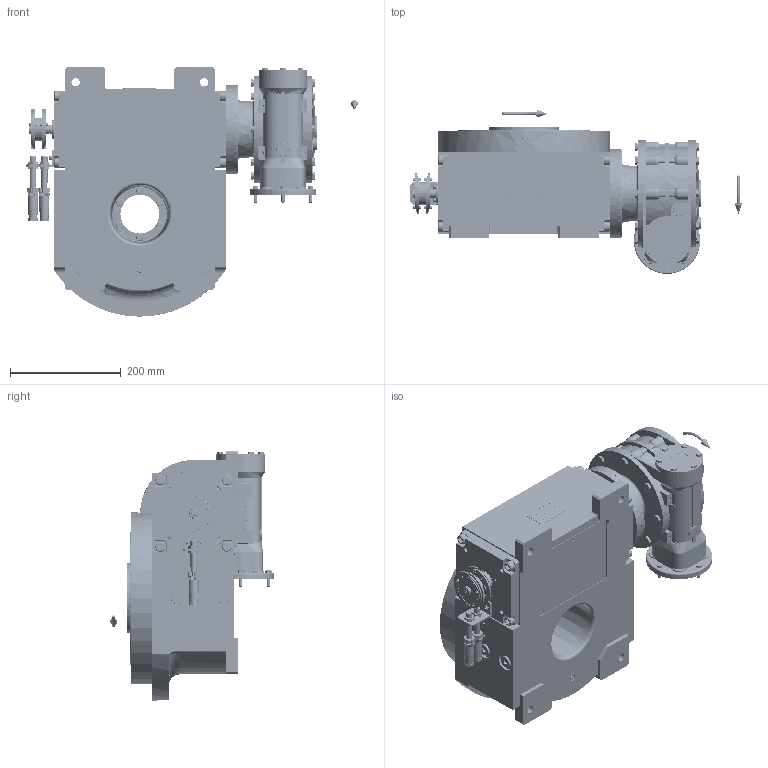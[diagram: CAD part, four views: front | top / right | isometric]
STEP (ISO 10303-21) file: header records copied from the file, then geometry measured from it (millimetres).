
FILE_DESCRIPTION (( 'STEP AP203' ), '1' );
FILE_NAME ('PC5201542.step', '2025-10-03T07:52:31', ( '' ), ( '' ), 'SwSTEP 2.0', 'SolidWorks 2020', '' );
FILE_SCHEMA (( 'CONFIG_CONTROL_DESIGN' ));
Length unit declared in the file: millimetre
Products named in the file (95): cfn2055_01_002; cfn2205_01_015; CFN2000_01_185.stp; cfn2155_01_095; olio_agip_blasia_150; cfn2077_01_036; rig09_010_s_001; cfn2115_02_057; rig09_016; cfn2107_01_001; rig09_002_bl_008; PC5201542; rig09_017; cfn2000_01_126; cfn2115_02_145; freccia_angolare; cfn2128_04_002; cfn2000_01_099; RIG09_005_AF0.stp; cfn2070_05_009; AS_900_38_10_028; CFN2223_02_003.stp; cfn2000_01_081; cfn2128_19_002; AS_cfn2400_04_024; freccia_angolare_albero; rig09_071_8_m.stp; CFN2010_01_020.stp; cfn2000_01_184; AS_cfn2476_01_002_60x46; cfn2151_01_115; AS_900_00_00_005; 900_38_30_003; CFN2203_02_002.stp; 900_00_00_005; RIG09_021_AF0.stp; rig09_007_master; rig09_004; RMI85_F3_SX_80B14; cfn2003_01_054 ...
Assembly tree (87 placements, depth 5):
  cfn2205_01_015
  olio_agip_blasia_150
  cfn2077_01_036
  cfn2115_02_057
  PC5201542
    rig09_001_a
    AS_cfn2476_01_002_60x46
      cfn2476_01_002_60x46
      cfn2107_01_001
      cfn2107_01_001
    AS_rig09_071_8_m
      rig09_071_8_m.stp
        RIG09_005_ASM.stp
          RIG09_005_AF0.stp
          RIG09_021_AF0.stp
          CFN2000_01_185.stp
          CFN2000_01_185.stp
          CFN2104_02_018.stp
        CFN2155_01_195.stp
        CFN2010_02_002.stp
      rig09_003_8
      cfn2000_01_099
      cfn2000_01_099
      cfn2000_01_099
      cfn2000_01_099
      cfn2000_01_099
      cfn2000_01_099
      cfn2000_01_099
      cfn2000_01_099
      cfn2104_01_018  x2
    AS_rig09_017
      rig09_017
      cfn2000_01_126
      cfn2000_01_126
      cfn2000_01_126
      cfn2000_01_126
      cfn2000_01_126
      cfn2000_01_126
      cfn2155_01_196
    AS_rig09_004
      rig09_004
      cfn2000_01_081
      cfn2155_01_095
      cfn2070_05_009
      cfn2000_01_081
      cfn2000_01_081
      cfn2000_01_081
    AS_rig09_004
      rig09_004
      cfn2000_01_081
      cfn2155_01_095
      cfn2070_05_009
      cfn2000_01_081
      cfn2000_01_081
      cfn2000_01_081
    AS_rig09_002_bl_008
      rig09_002_bl_008
      cfn2115_02_145
    rig09_010_s_001
    cfn2128_04_002  x3
Bounding box: 599.5 x 296 x 450 mm (x, y, z)
Volume: 8896774.7 mm3; surface area: 1607152.2 mm2
Topology: 75 solids, 76 shells, 5623 faces, 14242 edges, 9046 vertices
Faces by surface type: plane 2656, cylinder 1793, cone 915, torus 220, bspline 35, sphere 4
Entity records: 163292 total; most frequent: CARTESIAN_POINT 45448, ORIENTED_EDGE 22524, DIRECTION 22432, EDGE_CURVE 11262, AXIS2_PLACEMENT_3D 8208, VERTEX_POINT 7220, VECTOR 6016, LINE 6016
